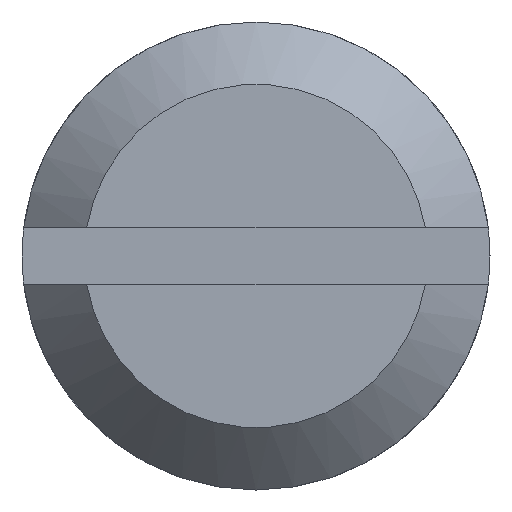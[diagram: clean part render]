
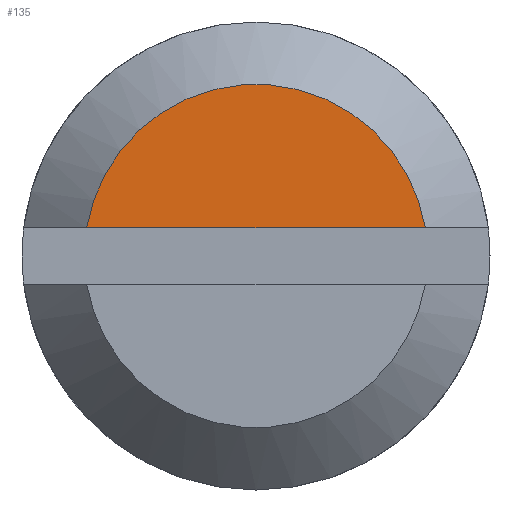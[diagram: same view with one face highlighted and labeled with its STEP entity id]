
A CAD part, front view. The second image highlights one B-rep face of the part: STEP entity #135.
In plain terms, the highlighted face is planar.
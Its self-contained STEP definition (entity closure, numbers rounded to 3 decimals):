
#135=ADVANCED_FACE('',(#390),#389,.F.);
#389=PLANE('',#702);
#390=FACE_OUTER_BOUND('',#703,.T.);
#699=CARTESIAN_POINT('',(-10.,-6.511,0.44));
#700=DIRECTION('',(1.,0.,0.));
#701=DIRECTION('',(0.,1.,0.));
#702=AXIS2_PLACEMENT_3D('',#699,#700,#701);
#703=EDGE_LOOP('',(#950,#951));
#950=ORIENTED_EDGE('',*,*,#1092,.T.);
#951=ORIENTED_EDGE('',*,*,#1093,.T.);
#1092=EDGE_CURVE('',#1568,#1569,#1570,.T.);
#1093=EDGE_CURVE('',#1569,#1568,#1576,.T.);
#1568=VERTEX_POINT('',#2051);
#1569=VERTEX_POINT('',#2052);
#1570=CIRCLE('',#2056,5.5);
#1576=LINE('',#2057,#2058);
#2051=CARTESIAN_POINT('',(-10.,-5.426,0.9));
#2052=CARTESIAN_POINT('',(-10.,5.426,0.9));
#2053=CARTESIAN_POINT('',(-10.,0.,0.));
#2054=DIRECTION('',(-1.,0.,0.));
#2055=DIRECTION('',(0.,0.,-1.));
#2056=AXIS2_PLACEMENT_3D('',#2053,#2054,#2055);
#2057=CARTESIAN_POINT('',(-10.,5.426,0.9));
#2058=VECTOR('',#2059,10.852);
#2059=DIRECTION('',(0.,-1.,0.));
